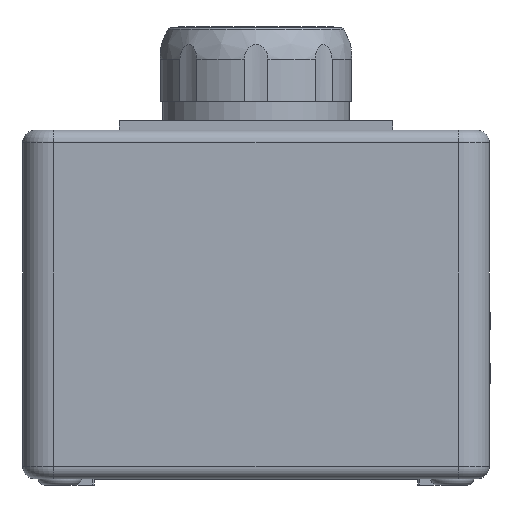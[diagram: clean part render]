
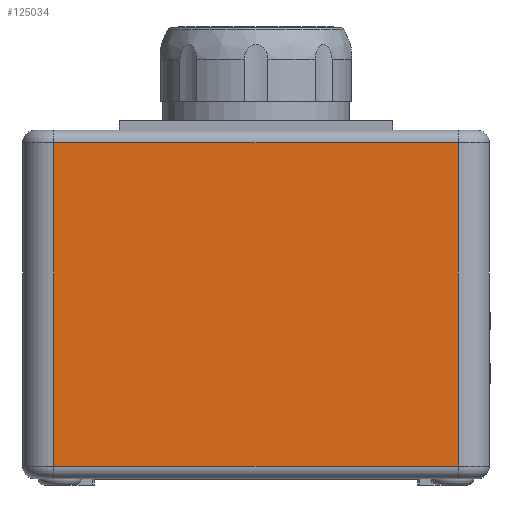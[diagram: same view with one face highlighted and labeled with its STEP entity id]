
A CAD part, front view. The second image highlights one B-rep face of the part: STEP entity #125034.
In plain terms, the highlighted planar face has unit normal (0, -1, 0).
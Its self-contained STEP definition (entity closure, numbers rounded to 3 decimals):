
#7883=FACE_OUTER_BOUND('',#14554,.T.);
#14554=EDGE_LOOP('',(#79468,#79469,#79470,#79471));
#22056=LINE('',#167734,#34061);
#22064=LINE('',#167795,#34069);
#22094=LINE('',#167983,#34099);
#22095=LINE('',#167984,#34100);
#34061=VECTOR('',#140234,10.);
#34069=VECTOR('',#140284,10.);
#34099=VECTOR('',#140456,10.);
#34100=VECTOR('',#140457,10.);
#47976=VERTEX_POINT('',#167731);
#47977=VERTEX_POINT('',#167733);
#47992=VERTEX_POINT('',#167789);
#48060=VERTEX_POINT('',#167982);
#60294=EDGE_CURVE('',#47976,#47977,#22056,.T.);
#60319=EDGE_CURVE('',#47992,#47976,#22064,.T.);
#60401=EDGE_CURVE('',#48060,#47992,#22094,.T.);
#60402=EDGE_CURVE('',#47977,#48060,#22095,.T.);
#79468=ORIENTED_EDGE('',*,*,#60401,.F.);
#79469=ORIENTED_EDGE('',*,*,#60402,.F.);
#79470=ORIENTED_EDGE('',*,*,#60294,.F.);
#79471=ORIENTED_EDGE('',*,*,#60319,.F.);
#114290=PLANE('',#131967);
#125034=ADVANCED_FACE('',(#7883),#114290,.T.);
#131967=AXIS2_PLACEMENT_3D('',#167981,#140454,#140455);
#140234=DIRECTION('',(0.,0.,1.));
#140284=DIRECTION('',(-1.,0.,0.));
#140454=DIRECTION('center_axis',(0.,-1.,0.));
#140455=DIRECTION('ref_axis',(0.,0.,-1.));
#140456=DIRECTION('',(0.,0.,-1.));
#140457=DIRECTION('',(1.,0.,0.));
#167731=CARTESIAN_POINT('',(-32.5,-40.,2.));
#167733=CARTESIAN_POINT('',(-32.5,-40.,54.));
#167734=CARTESIAN_POINT('',(-32.5,-40.,0.));
#167789=CARTESIAN_POINT('',(32.5,-40.,2.));
#167795=CARTESIAN_POINT('',(18.75,-40.,2.));
#167981=CARTESIAN_POINT('Origin',(37.5,-40.,0.));
#167982=CARTESIAN_POINT('',(32.5,-40.,54.));
#167983=CARTESIAN_POINT('',(32.5,-40.,0.));
#167984=CARTESIAN_POINT('',(-18.75,-40.,54.));
